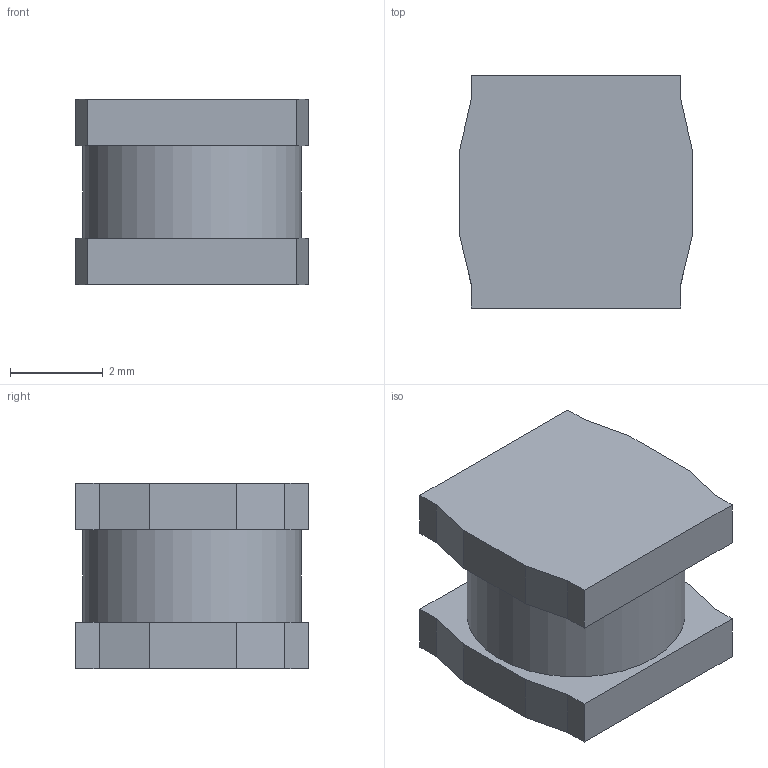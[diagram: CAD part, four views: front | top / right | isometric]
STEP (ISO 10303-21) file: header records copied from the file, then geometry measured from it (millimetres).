
FILE_DESCRIPTION(('FreeCAD Model'),'2;1');
FILE_NAME('Open CASCADE Shape Model','2021-05-30T21:14:17',( 'kicad StepUp'),('ksu MCAD'),'Open CASCADE STEP processor 7.5', 'FreeCAD','Unknown');
FILE_SCHEMA(('AUTOMOTIVE_DESIGN { 1 0 10303 214 1 1 1 1 }'));
Length unit declared in the file: millimetre
Products named in the file (1): Inductor
Bounding box: 5 x 5 x 4 mm (x, y, z)
Volume: 82.6 mm3; surface area: 198.3 mm2
Topology: 3 solids, 3 shells, 31 faces, 75 edges, 50 vertices
Faces by surface type: plane 30, cylinder 1
Full cylindrical faces by diameter (mm): 4.696 x1
Entity records: 949 total; most frequent: CARTESIAN_POINT 157, ORIENTED_EDGE 150, DIRECTION 141, EDGE_CURVE 75, LINE 73, VECTOR 73, VERTEX_POINT 50, AXIS2_PLACEMENT_3D 34
